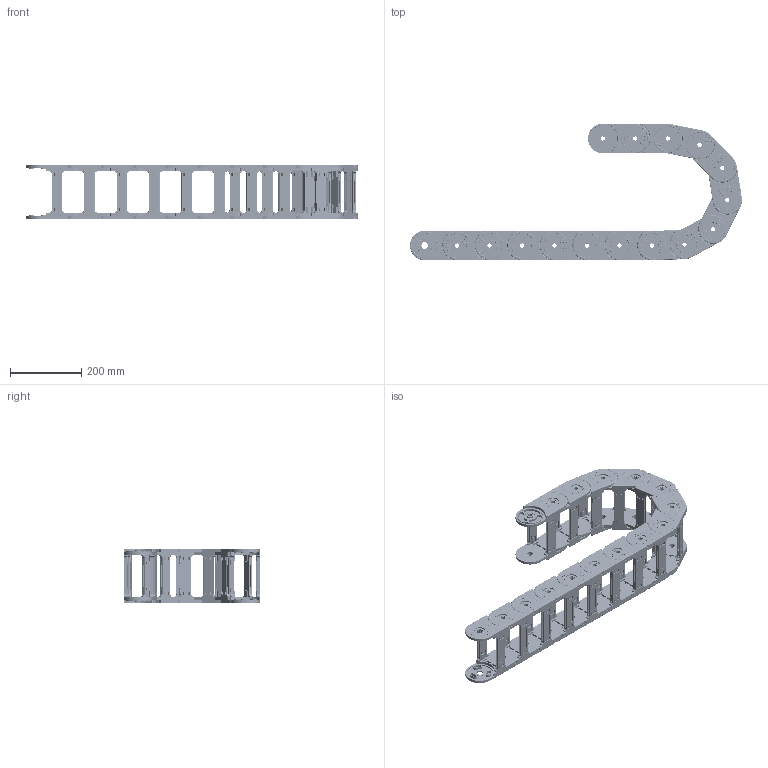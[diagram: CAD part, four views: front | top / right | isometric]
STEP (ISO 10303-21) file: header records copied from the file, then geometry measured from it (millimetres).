
FILE_DESCRIPTION (( 'STEP AP214' ), '1' );
FILE_NAME ('CK60-A120-R150.STEP', '2019-09-06T09:20:41', ( '' ), ( '' ), 'SwSTEP 2.0', 'SolidWorks 2017', '' );
FILE_SCHEMA (( 'AUTOMOTIVE_DESIGN' ));
Length unit declared in the file: millimetre
Products named in the file (2): CK60-A120-R150; CK60-A120
Assembly tree (15 placements, depth 2):
  CK60-A120-R150
    CK60-A120  x15
Bounding box: 930.32 x 382.03 x 152.56 mm (x, y, z)
Volume: 3576169.5 mm3; surface area: 1826613.5 mm2
Topology: 60 solids, 60 shells, 14400 faces, 37200 edges, 24000 vertices
Faces by surface type: plane 6120, cylinder 4410, bspline 3090, torus 540, sphere 240
Entity records: 38787 total; most frequent: CARTESIAN_POINT 16898, ORIENTED_EDGE 4936, DIRECTION 4024, EDGE_CURVE 2468, VERTEX_POINT 1600, AXIS2_PLACEMENT_3D 1346, VECTOR 1332, LINE 1332
